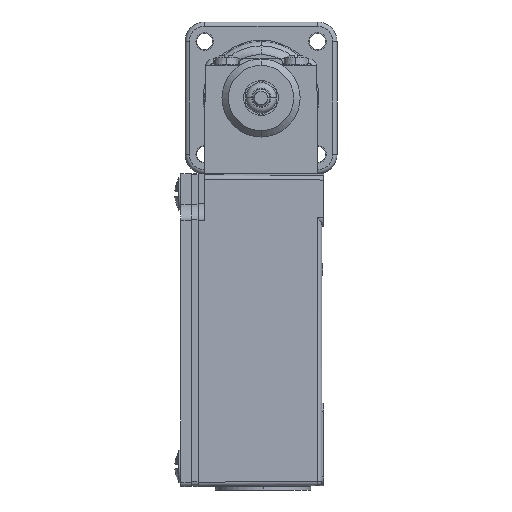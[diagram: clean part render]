
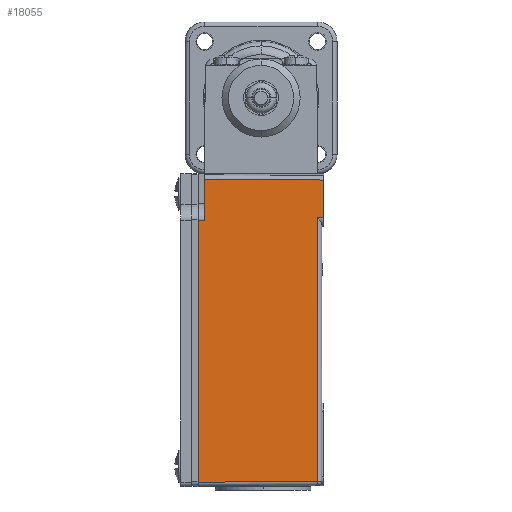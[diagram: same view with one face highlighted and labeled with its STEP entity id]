
A CAD part, left-side view. The second image highlights one B-rep face of the part: STEP entity #18055.
In plain terms, the highlighted planar face has unit normal (-1, -0.007, 0).
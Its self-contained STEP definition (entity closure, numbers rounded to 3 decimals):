
#6677=DIRECTION('',(0.,0.,1.));
#6678=VECTOR('',#6677,8.6);
#6679=CARTESIAN_POINT('',(-17.8,0.,-10.));
#6680=LINE('',#6679,#6678);
#7146=DIRECTION('',(-0.007,1.,0.007));
#7147=VECTOR('',#7146,27.501);
#7148=CARTESIAN_POINT('',(-17.8,0.,-1.4));
#7149=LINE('',#7148,#7147);
#7228=DIRECTION('',(0.,0.,1.));
#7229=VECTOR('',#7228,60.3);
#7230=CARTESIAN_POINT('',(-18.,29.,-71.));
#7231=LINE('',#7230,#7229);
#7235=DIRECTION('',(0.007,-1.,0.));
#7236=VECTOR('',#7235,1.5);
#7237=CARTESIAN_POINT('',(-18.,29.,-10.7));
#7238=LINE('',#7237,#7236);
#7242=DIRECTION('',(0.,0.,1.));
#7243=VECTOR('',#7242,9.49);
#7244=CARTESIAN_POINT('',(-17.99,27.5,-10.7));
#7245=LINE('',#7244,#7243);
#7264=DIRECTION('',(0.,0.,-1.));
#7265=VECTOR('',#7264,60.81);
#7266=CARTESIAN_POINT('',(-17.81,1.493,-10.));
#7267=LINE('',#7266,#7265);
#7305=CARTESIAN_POINT('',(-18.,29.,-71.));
#7310=DIRECTION('',(0.007,-1.,0.007));
#7311=VECTOR('',#7310,27.508);
#7312=CARTESIAN_POINT('',(-18.,29.,-71.));
#7313=LINE('',#7312,#7311);
#7325=DIRECTION('',(0.007,-1.,0.));
#7326=VECTOR('',#7325,1.493);
#7327=CARTESIAN_POINT('',(-17.81,1.493,-10.));
#7328=LINE('',#7327,#7326);
#7332=CARTESIAN_POINT('',(-17.8,0.,-10.));
#11860=VERTEX_POINT('',#7332);
#11894=CARTESIAN_POINT('',(-18.,29.,-10.7));
#11895=CARTESIAN_POINT('',(-17.99,27.5,-10.7));
#11896=VERTEX_POINT('',#11894);
#11897=VERTEX_POINT('',#11895);
#12166=VERTEX_POINT('',#7305);
#12171=CARTESIAN_POINT('',(-17.8,0.,-1.4));
#12172=VERTEX_POINT('',#12171);
#12177=CARTESIAN_POINT('',(-17.99,27.5,-1.21));
#12178=VERTEX_POINT('',#12177);
#12189=CARTESIAN_POINT('',(-17.81,1.493,-10.));
#12190=CARTESIAN_POINT('',(-17.81,1.493,
-70.81));
#12191=VERTEX_POINT('',#12189);
#12192=VERTEX_POINT('',#12190);
#18036=CARTESIAN_POINT('',(-18.,29.,0.));
#18037=DIRECTION('',(-1.,-0.007,0.));
#18038=DIRECTION('',(0.007,-1.,0.));
#18039=AXIS2_PLACEMENT_3D('',#18036,#18037,#18038);
#18040=PLANE('',#18039);
#18042=ORIENTED_EDGE('',*,*,#18041,.T.);
#18044=ORIENTED_EDGE('',*,*,#18043,.F.);
#18045=ORIENTED_EDGE('',*,*,#16768,.T.);
#18047=ORIENTED_EDGE('',*,*,#18046,.T.);
#18048=ORIENTED_EDGE('',*,*,#18010,.T.);
#18049=ORIENTED_EDGE('',*,*,#17984,.F.);
#18050=ORIENTED_EDGE('',*,*,#17589,.F.);
#18052=ORIENTED_EDGE('',*,*,#18051,.F.);
#18053=EDGE_LOOP('',(#18042,#18044,#18045,#18047,#18048,#18049,#18050,#18052));
#18054=FACE_OUTER_BOUND('',#18053,.F.);
#18055=ADVANCED_FACE('',(#18054),#18040,.T.);
#16768=EDGE_CURVE('',#12166,#11896,#7231,.T.);
#17589=EDGE_CURVE('',#11860,#12172,#6680,.T.);
#17984=EDGE_CURVE('',#12172,#12178,#7149,.T.);
#18010=EDGE_CURVE('',#11897,#12178,#7245,.T.);
#18041=EDGE_CURVE('',#12191,#12192,#7267,.T.);
#18043=EDGE_CURVE('',#12166,#12192,#7313,.T.);
#18046=EDGE_CURVE('',#11896,#11897,#7238,.T.);
#18051=EDGE_CURVE('',#12191,#11860,#7328,.T.);
